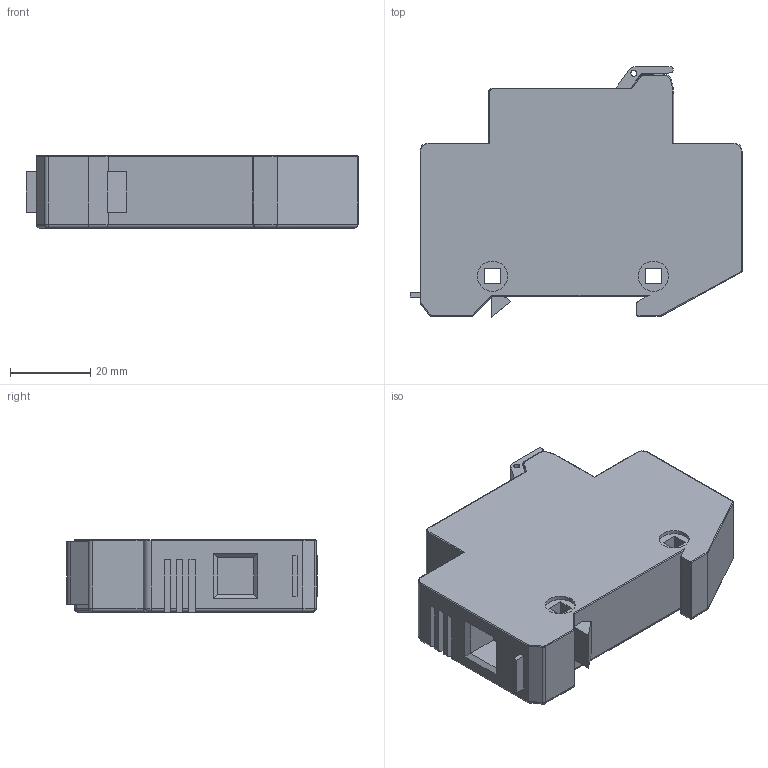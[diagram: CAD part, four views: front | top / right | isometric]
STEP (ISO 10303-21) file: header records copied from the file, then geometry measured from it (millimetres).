
FILE_DESCRIPTION(/* description */ (''),/* implementation_level */ '2;1');
FILE_NAME(/* name */ 'CDPV1-20.stp',/* time_stamp */ '2022-07-18T12:27:17+08:00',/* author */ (''),/* organization */ (''),/* preprocessor_version */ 'ST-DEVELOPER v16',/* originating_system */ 'SIEMENS PLM Software NX 10.0',/* authorisation */ '');
FILE_SCHEMA (('CONFIG_CONTROL_DESIGN'));
Length unit declared in the file: millimetre
Products named in the file (1): cdpv1-20
Bounding box: 82.5 x 62.22 x 18 mm (x, y, z)
Volume: 59401.6 mm3; surface area: 18097.1 mm2
Topology: 2 solids, 2 shells, 194 faces, 487 edges, 297 vertices
Faces by surface type: plane 116, cylinder 60, torus 9, bspline 5, sphere 4
Full cylindrical faces by diameter (mm): 1.5 x1, 7.5 x4, 8 x2
Entity records: 5748 total; most frequent: CARTESIAN_POINT 1025, DIRECTION 971, ORIENTED_EDGE 942, EDGE_CURVE 471, LINE 351, VECTOR 351, AXIS2_PLACEMENT_3D 310, VERTEX_POINT 296
